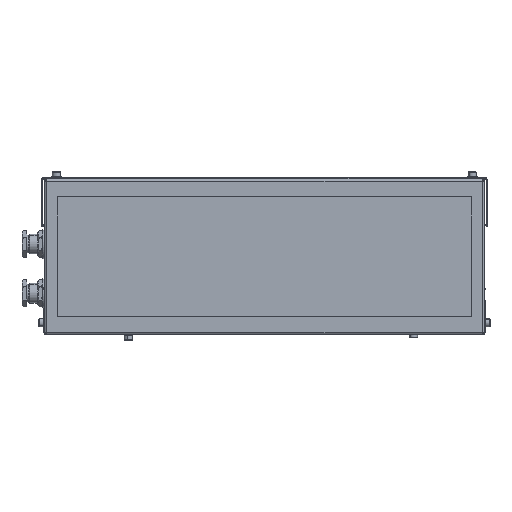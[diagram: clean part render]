
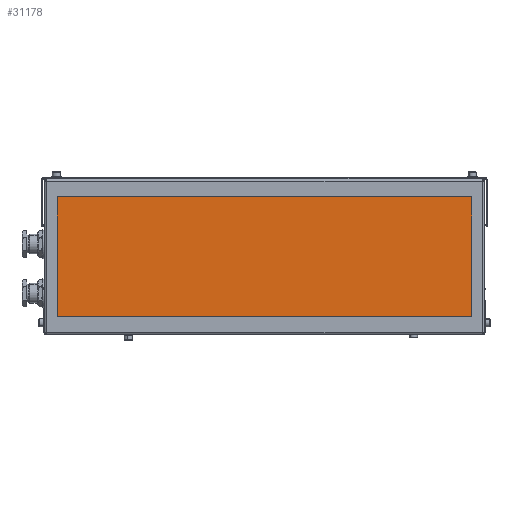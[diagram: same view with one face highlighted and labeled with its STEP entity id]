
A CAD part, top view. The second image highlights one B-rep face of the part: STEP entity #31178.
In plain terms, the highlighted planar face has unit normal (0, 0, 1).
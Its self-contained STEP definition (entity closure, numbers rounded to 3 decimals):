
#413 = CARTESIAN_POINT ( 'NONE',  ( 142.883, -30.245, 62. ) ) ;
#945 = ORIENTED_EDGE ( 'NONE', *, *, #14203, .T. ) ;
#1473 = ORIENTED_EDGE ( 'NONE', *, *, #3335, .T. ) ;
#1592 = CARTESIAN_POINT ( 'NONE',  ( -292.117, 114.755, 62. ) ) ;
#1761 = DIRECTION ( 'NONE',  ( 0., 0., 1. ) ) ;
#2902 = EDGE_CURVE ( 'NONE', #11612, #9267, #28245, .T. ) ;
#2917 = CARTESIAN_POINT ( 'NONE',  ( -292.117, 114.755, 62. ) ) ;
#3107 = VECTOR ( 'NONE', #11160, 1000. ) ;
#3335 = EDGE_CURVE ( 'NONE', #5895, #33430, #31532, .T. ) ;
#3573 = ORIENTED_EDGE ( 'NONE', *, *, #2902, .T. ) ;
#3874 = CARTESIAN_POINT ( 'NONE',  ( -292.117, -30.245, 62. ) ) ;
#4011 = CARTESIAN_POINT ( 'NONE',  ( 142.883, 114.755, 62. ) ) ;
#5627 = VECTOR ( 'NONE', #30508, 1000. ) ;
#5895 = VERTEX_POINT ( 'NONE', #4011 ) ;
#6866 = LINE ( 'NONE', #3874, #5627 ) ;
#7070 = CARTESIAN_POINT ( 'NONE',  ( 142.883, -30.245, 62. ) ) ;
#9267 = VERTEX_POINT ( 'NONE', #15235 ) ;
#11160 = DIRECTION ( 'NONE',  ( 0., 1., 0. ) ) ;
#11380 = AXIS2_PLACEMENT_3D ( 'NONE', #1592, #1761, #26111 ) ;
#11612 = VERTEX_POINT ( 'NONE', #12450 ) ;
#12355 = DIRECTION ( 'NONE',  ( 1., 0., 0. ) ) ;
#12450 = CARTESIAN_POINT ( 'NONE',  ( -292.117, -30.245, 62. ) ) ;
#13029 = DIRECTION ( 'NONE',  ( -1., 0., 0. ) ) ;
#14203 = EDGE_CURVE ( 'NONE', #33430, #11612, #6866, .T. ) ;
#15235 = CARTESIAN_POINT ( 'NONE',  ( 142.883, -30.245, 62. ) ) ;
#15345 = PLANE ( 'NONE',  #11380 ) ;
#16334 = VECTOR ( 'NONE', #13029, 1000. ) ;
#18135 = CARTESIAN_POINT ( 'NONE',  ( 142.883, 114.755, 62. ) ) ;
#20094 = FACE_OUTER_BOUND ( 'NONE', #22158, .T. ) ;
#22158 = EDGE_LOOP ( 'NONE', ( #945, #3573, #27712, #1473 ) ) ;
#24560 = LINE ( 'NONE', #413, #3107 ) ;
#25302 = EDGE_CURVE ( 'NONE', #9267, #5895, #24560, .T. ) ;
#26111 = DIRECTION ( 'NONE',  ( 1., 0., 0. ) ) ;
#27712 = ORIENTED_EDGE ( 'NONE', *, *, #25302, .T. ) ;
#28245 = LINE ( 'NONE', #7070, #28591 ) ;
#28591 = VECTOR ( 'NONE', #12355, 1000. ) ;
#30508 = DIRECTION ( 'NONE',  ( 0., -1., 0. ) ) ;
#31178 = ADVANCED_FACE ( 'NONE', ( #20094 ), #15345, .T. ) ;
#31532 = LINE ( 'NONE', #18135, #16334 ) ;
#33430 = VERTEX_POINT ( 'NONE', #2917 ) ;
